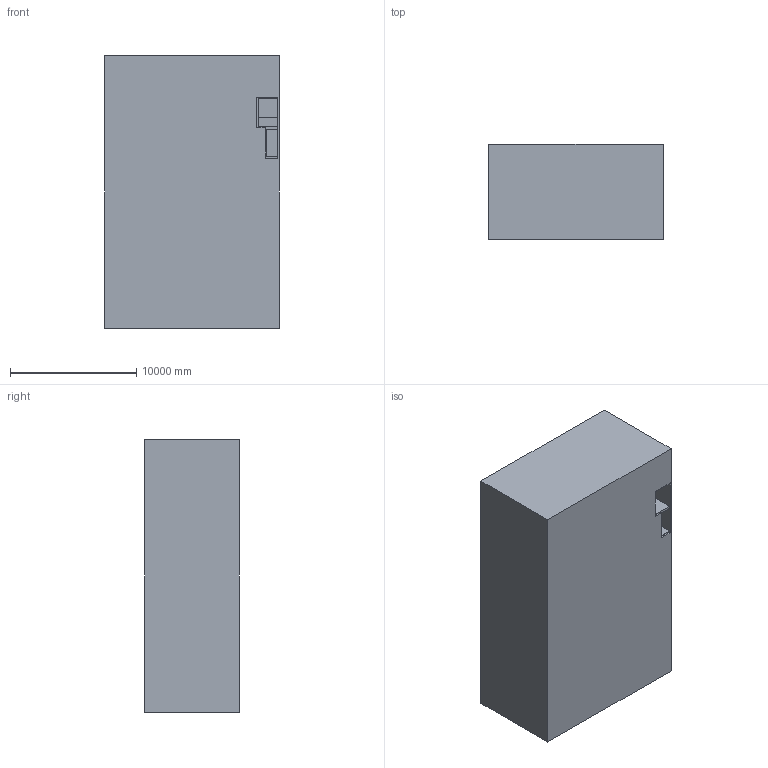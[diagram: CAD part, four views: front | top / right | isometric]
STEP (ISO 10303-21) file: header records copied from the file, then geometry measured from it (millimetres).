
FILE_DESCRIPTION(/* description */ (''),/* implementation_level */ '2;1');
FILE_NAME(/* name */ 'GE Room Assembly_R0.stp',/* time_stamp */ '2024-08-06T10:58:28+09:00',/* author */ ('A524343'),/* organization */ (''),/* preprocessor_version */ 'ST-DEVELOPER v19',/* originating_system */ 'Autodesk Inventor 2023',/* authorisation */ '');
FILE_SCHEMA (('AUTOMOTIVE_DESIGN { 1 0 10303 214 3 1 1 }'));
Length unit declared in the file: millimetre
Products named in the file (1): GE Room Assembly_단순화_1
Bounding box: 13797 x 7500 x 21552 mm (x, y, z)
Volume: 262195498526.2 mm3; surface area: 3421016264.7 mm2
Topology: 1 solids, 1 shells, 1045 faces, 2868 edges, 1884 vertices
Faces by surface type: plane 756, cylinder 206, torus 67, cone 16
Full cylindrical faces by diameter (mm): 150 x48, 160 x24, 216.3 x6, 298 x1, 300 x10, 302 x9, 350 x1, 352 x1, 400 x2, 402 x2, 450 x3, 452 x1, 452.08 x2, 500 x7, 502 x4, 595 x3, 598 x1, 600 x4, 700 x2, 702.068 x2, 709 x6, 709.2 x12, 711 x6, 711.2 x12, 748 x1, 750 x1, 850 x1, 852 x1, 898 x1, 900 x4
Entity records: 37735 total; most frequent: CARTESIAN_POINT 9359, ORIENTED_EDGE 5736, DIRECTION 5497, EDGE_CURVE 2868, LINE 2121, VECTOR 2121, VERTEX_POINT 1884, AXIS2_PLACEMENT_3D 1688
